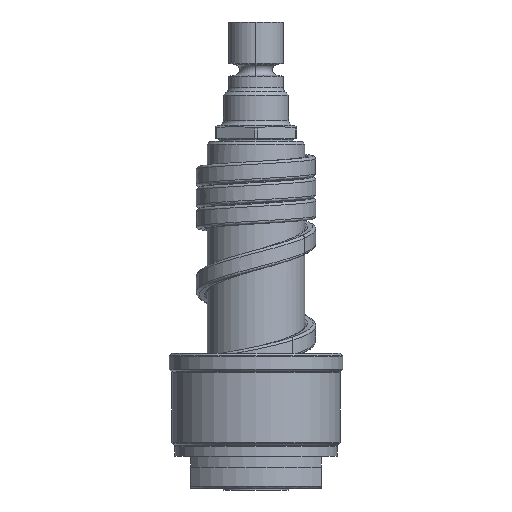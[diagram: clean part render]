
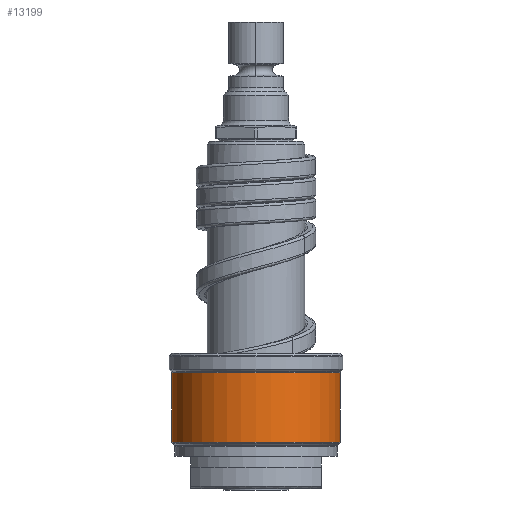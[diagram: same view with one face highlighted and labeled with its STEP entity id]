
A CAD part, front view. The second image highlights one B-rep face of the part: STEP entity #13199.
In plain terms, the highlighted cylindrical face has radius 15.5 mm (diameter 31 mm), a partial arc.
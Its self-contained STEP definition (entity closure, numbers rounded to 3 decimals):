
#4117=CARTESIAN_POINT('',(0.,0.,8.583));
#4118=DIRECTION('',(0.,0.,1.));
#4119=DIRECTION('',(-1.,0.,0.));
#4120=AXIS2_PLACEMENT_3D('',#4117,#4118,#4119);
#4122=DIRECTION('',(0.,0.,-1.));
#4123=VECTOR('',#4122,12.835);
#4124=CARTESIAN_POINT('',(-15.5,0.,21.417));
#4125=LINE('',#4124,#4123);
#4126=CARTESIAN_POINT('',(0.,0.,21.417));
#4127=DIRECTION('',(0.,0.,1.));
#4128=DIRECTION('',(-1.,0.,0.));
#4129=AXIS2_PLACEMENT_3D('',#4126,#4127,#4128);
#4131=DIRECTION('',(0.,0.,-1.));
#4132=VECTOR('',#4131,12.835);
#4133=CARTESIAN_POINT('',(15.5,0.,21.417));
#4134=LINE('',#4133,#4132);
#6093=CARTESIAN_POINT('',(15.5,0.,21.417));
#6094=CARTESIAN_POINT('',(-15.5,0.,21.417));
#6095=VERTEX_POINT('',#6093);
#6096=VERTEX_POINT('',#6094);
#6119=CARTESIAN_POINT('',(15.5,0.,8.583));
#6120=VERTEX_POINT('',#6119);
#6121=CARTESIAN_POINT('',(-15.5,0.,8.583));
#6122=VERTEX_POINT('',#6121);
#13187=CARTESIAN_POINT('',(0.,0.,7.15));
#13188=DIRECTION('',(0.,0.,1.));
#13189=DIRECTION('',(-1.,0.,0.));
#13190=AXIS2_PLACEMENT_3D('',#13187,#13188,#13189);
#13191=CYLINDRICAL_SURFACE('',#13190,15.5);
#13192=ORIENTED_EDGE('',*,*,#13159,.F.);
#13193=ORIENTED_EDGE('',*,*,#13177,.F.);
#13195=ORIENTED_EDGE('',*,*,#13194,.T.);
#13196=ORIENTED_EDGE('',*,*,#13173,.T.);
#13197=EDGE_LOOP('',(#13192,#13193,#13195,#13196));
#13198=FACE_OUTER_BOUND('',#13197,.F.);
#4121=CIRCLE('',#4120,15.5);
#4130=CIRCLE('',#4129,15.5);
#13159=EDGE_CURVE('',#6122,#6120,#4121,.T.);
#13173=EDGE_CURVE('',#6095,#6120,#4134,.T.);
#13177=EDGE_CURVE('',#6096,#6122,#4125,.T.);
#13194=EDGE_CURVE('',#6096,#6095,#4130,.T.);
#13199=ADVANCED_FACE('',(#13198),#13191,.T.);
